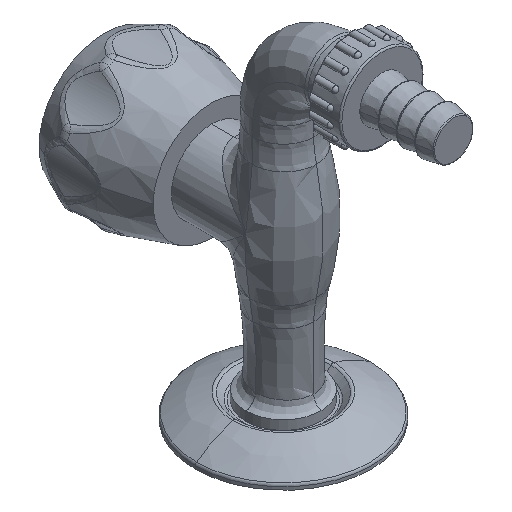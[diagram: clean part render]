
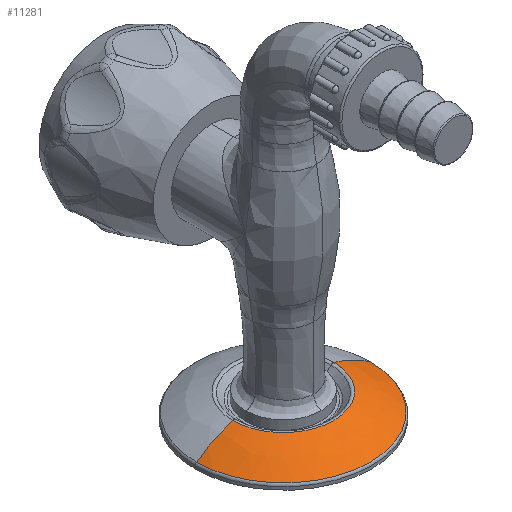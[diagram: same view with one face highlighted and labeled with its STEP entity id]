
A CAD part, isometric view. The second image highlights one B-rep face of the part: STEP entity #11281.
In plain terms, the highlighted free-form (B-spline) face has degree [3, 3] with [7, 4] control points.
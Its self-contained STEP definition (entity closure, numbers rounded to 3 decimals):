
#2454=CARTESIAN_POINT('',(0.,0.,-51.163));
#2455=DIRECTION('',(0.,0.,1.));
#2456=DIRECTION('',(-1.,0.,0.));
#2457=AXIS2_PLACEMENT_3D('',#2454,#2455,#2456);
#2459=CARTESIAN_POINT('',(5.343,0.,-89.554));
#2460=DIRECTION('',(0.,-1.,0.));
#2461=DIRECTION('',(0.581,0.,0.814));
#2462=AXIS2_PLACEMENT_3D('',#2459,#2460,#2461);
#2464=CARTESIAN_POINT('',(0.,0.,-56.997));
#2465=DIRECTION('',(0.,0.,1.));
#2466=DIRECTION('',(-1.,0.,0.));
#2467=AXIS2_PLACEMENT_3D('',#2464,#2465,#2466);
#2469=CARTESIAN_POINT('',(-5.343,0.,-89.554));
#2470=DIRECTION('',(0.,1.,0.));
#2471=DIRECTION('',(-0.581,0.,0.814));
#2472=AXIS2_PLACEMENT_3D('',#2469,#2470,#2471);
#4730=CARTESIAN_POINT('',(-28.581,0.,-56.997));
#4731=CARTESIAN_POINT('',(28.581,0.,-56.997));
#4732=VERTEX_POINT('',#4730);
#4733=VERTEX_POINT('',#4731);
#4750=CARTESIAN_POINT('',(16.572,0.,-51.163));
#4751=CARTESIAN_POINT('',(-16.572,0.,-51.163));
#4752=VERTEX_POINT('',#4750);
#4753=VERTEX_POINT('',#4751);
#11245=CARTESIAN_POINT('',(16.282,1.024,
-51.088));
#11246=CARTESIAN_POINT('',(20.768,1.307,
-52.37));
#11247=CARTESIAN_POINT('',(24.964,1.571,
-54.413));
#11248=CARTESIAN_POINT('',(28.742,1.808,
-57.153));
#11249=CARTESIAN_POINT('',(16.913,-8.996,
-51.088));
#11250=CARTESIAN_POINT('',(21.572,-11.474,
-52.37));
#11251=CARTESIAN_POINT('',(25.93,-13.792,
-54.413));
#11252=CARTESIAN_POINT('',(29.855,-15.879,
-57.153));
#11253=CARTESIAN_POINT('',(10.04,-16.315,
-51.088));
#11254=CARTESIAN_POINT('',(12.806,-20.809,
-52.37));
#11255=CARTESIAN_POINT('',(15.393,-25.013,
-54.413));
#11256=CARTESIAN_POINT('',(17.723,-28.799,
-57.153));
#11257=CARTESIAN_POINT('',(0.,-16.315,-51.088));
#11258=CARTESIAN_POINT('',(0.,-20.809,
-52.37));
#11259=CARTESIAN_POINT('',(0.,-25.013,-54.413));
#11260=CARTESIAN_POINT('',(0.,-28.799,
-57.153));
#11261=CARTESIAN_POINT('',(-10.04,-16.315,
-51.088));
#11262=CARTESIAN_POINT('',(-12.806,-20.809,
-52.37));
#11263=CARTESIAN_POINT('',(-15.393,-25.013,
-54.413));
#11264=CARTESIAN_POINT('',(-17.723,-28.799,
-57.153));
#11265=CARTESIAN_POINT('',(-16.913,-8.996,
-51.088));
#11266=CARTESIAN_POINT('',(-21.572,-11.474,
-52.37));
#11267=CARTESIAN_POINT('',(-25.93,-13.792,
-54.413));
#11268=CARTESIAN_POINT('',(-29.855,-15.879,
-57.153));
#11269=CARTESIAN_POINT('',(-16.282,1.024,
-51.088));
#11270=CARTESIAN_POINT('',(-20.768,1.307,
-52.37));
#11271=CARTESIAN_POINT('',(-24.964,1.571,
-54.413));
#11272=CARTESIAN_POINT('',(-28.742,1.808,
-57.153));
#11273=(BOUNDED_SURFACE()B_SPLINE_SURFACE(3,3,((#11245,#11246,#11247,#11248),(
#11249,#11250,#11251,#11252),(#11253,#11254,#11255,#11256),(#11257,#11258,
#11259,#11260),(#11261,#11262,#11263,#11264),(#11265,#11266,#11267,#11268),(
#11269,#11270,#11271,#11272)),.UNSPECIFIED.,.F.,.F.,.F.)B_SPLINE_SURFACE_WITH_KNOTS((4,3,4),(4,4),(0.,1.,2.),(0.,1.),.UNSPECIFIED.)GEOMETRIC_REPRESENTATION_ITEM()RATIONAL_B_SPLINE_SURFACE(((1.196,1.184,
1.184,1.196),(0.945,0.935,
0.935,0.945),(0.945,0.935,
0.935,0.945),(1.196,1.184,
1.184,1.196),(0.945,0.935,
0.935,0.945),(0.945,0.935,
0.935,0.945),(1.196,1.184,
1.184,1.196)))REPRESENTATION_ITEM('')SURFACE());
#11274=ORIENTED_EDGE('',*,*,#11145,.T.);
#11275=ORIENTED_EDGE('',*,*,#11233,.F.);
#11277=ORIENTED_EDGE('',*,*,#11276,.F.);
#11278=ORIENTED_EDGE('',*,*,#11229,.T.);
#11279=EDGE_LOOP('',(#11274,#11275,#11277,#11278));
#11280=FACE_OUTER_BOUND('',#11279,.F.);
#11281=ADVANCED_FACE('',(#11280),#11273,.T.);
#2458=CIRCLE('',#2457,16.572);
#2463=CIRCLE('',#2462,40.);
#2468=CIRCLE('',#2467,28.581);
#2473=CIRCLE('',#2472,40.);
#11145=EDGE_CURVE('',#4753,#4752,#2458,.T.);
#11229=EDGE_CURVE('',#4732,#4753,#2473,.T.);
#11233=EDGE_CURVE('',#4733,#4752,#2463,.T.);
#11276=EDGE_CURVE('',#4732,#4733,#2468,.T.);
